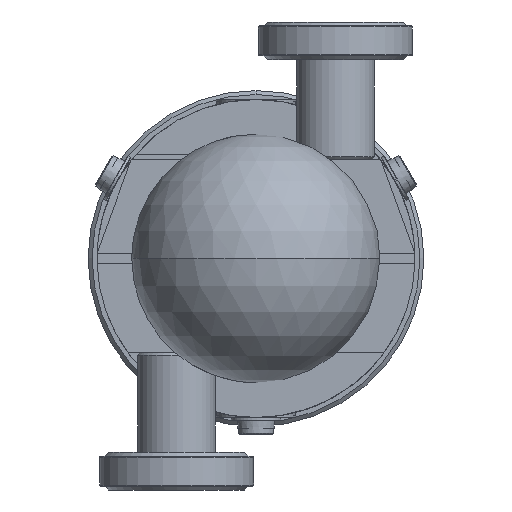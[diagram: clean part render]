
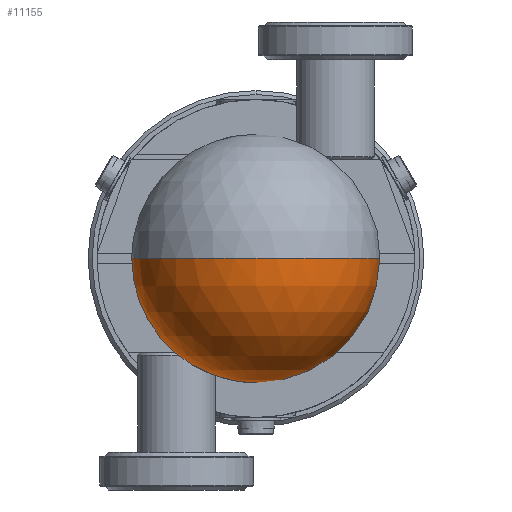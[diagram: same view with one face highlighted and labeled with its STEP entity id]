
A CAD part, front view. The second image highlights one B-rep face of the part: STEP entity #11155.
In plain terms, the highlighted spherical face has radius 12.5 mm.
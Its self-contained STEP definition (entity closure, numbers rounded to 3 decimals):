
#2768 = DIRECTION ( 'NONE',  ( -1., 0., 0. ) ) ;
#2887 = AXIS2_PLACEMENT_3D ( 'NONE', #43921, #33136, #2768 ) ;
#3485 = CARTESIAN_POINT ( 'NONE',  ( 0., 0., 0. ) ) ;
#9548 = CIRCLE ( 'NONE', #32242, 12.5 ) ;
#9736 = CARTESIAN_POINT ( 'NONE',  ( 0., 0., 0. ) ) ;
#10010 = ORIENTED_EDGE ( 'NONE', *, *, #57807, .F. ) ;
#10430 = ORIENTED_EDGE ( 'NONE', *, *, #15100, .T. ) ;
#11155 = ADVANCED_FACE ( 'NONE', ( #20136 ), #41066, .T. ) ;
#13477 = CARTESIAN_POINT ( 'NONE',  ( 0., 10., 0. ) ) ;
#14495 = DIRECTION ( 'NONE',  ( -1., 0., 0. ) ) ;
#15100 = EDGE_CURVE ( 'NONE', #40998, #29284, #42425, .T. ) ;
#15837 = AXIS2_PLACEMENT_3D ( 'NONE', #13477, #50559, #25810 ) ;
#20102 = DIRECTION ( 'NONE',  ( 0., -1., 0. ) ) ;
#20136 = FACE_OUTER_BOUND ( 'NONE', #39336, .T. ) ;
#25810 = DIRECTION ( 'NONE',  ( 0., 0., -1. ) ) ;
#28447 = AXIS2_PLACEMENT_3D ( 'NONE', #9736, #45312, #14495 ) ;
#29284 = VERTEX_POINT ( 'NONE', #48506 ) ;
#32242 = AXIS2_PLACEMENT_3D ( 'NONE', #3485, #54785, #20102 ) ;
#33136 = DIRECTION ( 'NONE',  ( 0., 0., -1. ) ) ;
#37125 = ORIENTED_EDGE ( 'NONE', *, *, #45553, .F. ) ;
#39336 = EDGE_LOOP ( 'NONE', ( #10010, #10430, #37125 ) ) ;
#40998 = VERTEX_POINT ( 'NONE', #51719 ) ;
#41066 = SPHERICAL_SURFACE ( 'NONE', #2887, 12.5 ) ;
#42316 = CIRCLE ( 'NONE', #15837, 7.5 ) ;
#42425 = CIRCLE ( 'NONE', #28447, 12.5 ) ;
#43921 = CARTESIAN_POINT ( 'NONE',  ( 0., 0., 0. ) ) ;
#45312 = DIRECTION ( 'NONE',  ( 0., 0., -1. ) ) ;
#45553 = EDGE_CURVE ( 'NONE', #64404, #29284, #9548, .T. ) ;
#48506 = CARTESIAN_POINT ( 'NONE',  ( 0., -12.5, 0. ) ) ;
#50559 = DIRECTION ( 'NONE',  ( 0., 1., 0. ) ) ;
#51719 = CARTESIAN_POINT ( 'NONE',  ( 7.5, 10., 0. ) ) ;
#54785 = DIRECTION ( 'NONE',  ( 0., 0., 1. ) ) ;
#57730 = CARTESIAN_POINT ( 'NONE',  ( -7.5, 10., 0. ) ) ;
#57807 = EDGE_CURVE ( 'NONE', #40998, #64404, #42316, .T. ) ;
#64404 = VERTEX_POINT ( 'NONE', #57730 ) ;
